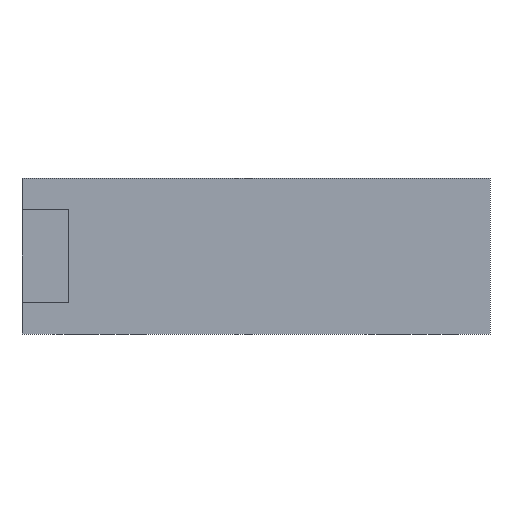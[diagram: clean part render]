
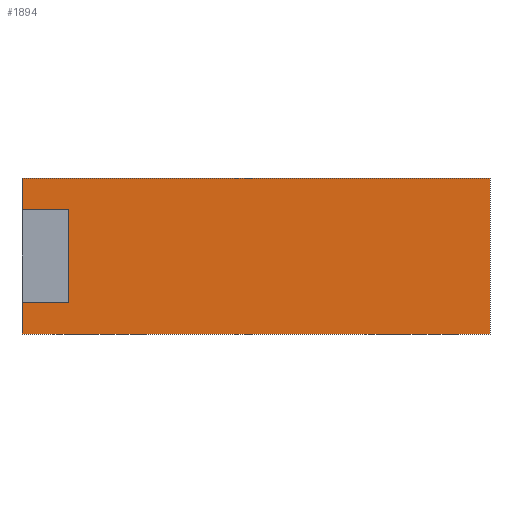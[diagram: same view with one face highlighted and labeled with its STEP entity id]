
A CAD part, left-side view. The second image highlights one B-rep face of the part: STEP entity #1894.
In plain terms, the highlighted planar face has unit normal (-1, 0, 0).
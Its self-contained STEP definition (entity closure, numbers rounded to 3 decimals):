
#54 = CARTESIAN_POINT ( 'NONE',  ( -7.5, -7.5, -2.5 ) ) ;
#70 = ORIENTED_EDGE ( 'NONE', *, *, #622, .T. ) ;
#79 = ORIENTED_EDGE ( 'NONE', *, *, #880, .T. ) ;
#108 = LINE ( 'NONE', #931, #2138 ) ;
#114 = LINE ( 'NONE', #1612, #202 ) ;
#202 = VECTOR ( 'NONE', #642, 1000. ) ;
#206 = LINE ( 'NONE', #1028, #1794 ) ;
#328 = CARTESIAN_POINT ( 'NONE',  ( -7.5, 7.5, 1.5 ) ) ;
#386 = CARTESIAN_POINT ( 'NONE',  ( -7.5, 6., -1.5 ) ) ;
#406 = EDGE_CURVE ( 'NONE', #1082, #666, #108, .T. ) ;
#421 = LINE ( 'NONE', #1221, #1344 ) ;
#436 = CARTESIAN_POINT ( 'NONE',  ( -7.5, -7.5, -2.5 ) ) ;
#448 = VECTOR ( 'NONE', #1441, 1000. ) ;
#477 = VECTOR ( 'NONE', #602, 1000. ) ;
#504 = CARTESIAN_POINT ( 'NONE',  ( -7.5, 7.5, -1.5 ) ) ;
#538 = VERTEX_POINT ( 'NONE', #820 ) ;
#546 = ORIENTED_EDGE ( 'NONE', *, *, #1800, .T. ) ;
#602 = DIRECTION ( 'NONE',  ( 0., 1., 0. ) ) ;
#622 = EDGE_CURVE ( 'NONE', #538, #1783, #954, .T. ) ;
#638 = PLANE ( 'NONE',  #1936 ) ;
#642 = DIRECTION ( 'NONE',  ( 0., 0., -1. ) ) ;
#666 = VERTEX_POINT ( 'NONE', #1634 ) ;
#676 = CARTESIAN_POINT ( 'NONE',  ( -7.5, 6., 1.5 ) ) ;
#741 = VERTEX_POINT ( 'NONE', #328 ) ;
#817 = LINE ( 'NONE', #2115, #448 ) ;
#820 = CARTESIAN_POINT ( 'NONE',  ( -7.5, -7.5, 2.5 ) ) ;
#821 = EDGE_LOOP ( 'NONE', ( #1997, #1555, #824, #915, #70, #79, #546, #1123 ) ) ;
#824 = ORIENTED_EDGE ( 'NONE', *, *, #406, .F. ) ;
#880 = EDGE_CURVE ( 'NONE', #1783, #741, #206, .T. ) ;
#900 = EDGE_CURVE ( 'NONE', #1082, #538, #2060, .T. ) ;
#915 = ORIENTED_EDGE ( 'NONE', *, *, #900, .T. ) ;
#931 = CARTESIAN_POINT ( 'NONE',  ( -7.5, -7.5, -2.5 ) ) ;
#954 = LINE ( 'NONE', #1088, #477 ) ;
#966 = FACE_OUTER_BOUND ( 'NONE', #821, .T. ) ;
#1028 = CARTESIAN_POINT ( 'NONE',  ( -7.5, 7.5, 2.5 ) ) ;
#1031 = EDGE_CURVE ( 'NONE', #1413, #1078, #421, .T. ) ;
#1078 = VERTEX_POINT ( 'NONE', #386 ) ;
#1082 = VERTEX_POINT ( 'NONE', #54 ) ;
#1088 = CARTESIAN_POINT ( 'NONE',  ( -7.5, -7.5, 2.5 ) ) ;
#1094 = DIRECTION ( 'NONE',  ( 0., 0., 1. ) ) ;
#1123 = ORIENTED_EDGE ( 'NONE', *, *, #1193, .F. ) ;
#1193 = EDGE_CURVE ( 'NONE', #1078, #1847, #817, .T. ) ;
#1221 = CARTESIAN_POINT ( 'NONE',  ( -7.5, 7.5, -1.5 ) ) ;
#1234 = EDGE_CURVE ( 'NONE', #1413, #666, #114, .T. ) ;
#1284 = CARTESIAN_POINT ( 'NONE',  ( -7.5, -7.5, 2.5 ) ) ;
#1344 = VECTOR ( 'NONE', #1738, 1000. ) ;
#1413 = VERTEX_POINT ( 'NONE', #504 ) ;
#1441 = DIRECTION ( 'NONE',  ( 0., 0., 1. ) ) ;
#1466 = LINE ( 'NONE', #1807, #1832 ) ;
#1555 = ORIENTED_EDGE ( 'NONE', *, *, #1234, .T. ) ;
#1612 = CARTESIAN_POINT ( 'NONE',  ( -7.5, 7.5, -1.5 ) ) ;
#1634 = CARTESIAN_POINT ( 'NONE',  ( -7.5, 7.5, -2.5 ) ) ;
#1642 = DIRECTION ( 'NONE',  ( 1., 0., 0. ) ) ;
#1690 = DIRECTION ( 'NONE',  ( 0., 0., -1. ) ) ;
#1738 = DIRECTION ( 'NONE',  ( 0., -1., 0. ) ) ;
#1783 = VERTEX_POINT ( 'NONE', #1985 ) ;
#1794 = VECTOR ( 'NONE', #1690, 1000. ) ;
#1800 = EDGE_CURVE ( 'NONE', #741, #1847, #1466, .T. ) ;
#1807 = CARTESIAN_POINT ( 'NONE',  ( -7.5, 7.5, 1.5 ) ) ;
#1832 = VECTOR ( 'NONE', #2126, 1000. ) ;
#1847 = VERTEX_POINT ( 'NONE', #676 ) ;
#1894 = ADVANCED_FACE ( 'NONE', ( #966 ), #638, .F. ) ;
#1936 = AXIS2_PLACEMENT_3D ( 'NONE', #1284, #1642, #1945 ) ;
#1945 = DIRECTION ( 'NONE',  ( 0., 1., 0. ) ) ;
#1951 = DIRECTION ( 'NONE',  ( 0., 1., 0. ) ) ;
#1985 = CARTESIAN_POINT ( 'NONE',  ( -7.5, 7.5, 2.5 ) ) ;
#1997 = ORIENTED_EDGE ( 'NONE', *, *, #1031, .F. ) ;
#2060 = LINE ( 'NONE', #436, #2102 ) ;
#2102 = VECTOR ( 'NONE', #1094, 1000. ) ;
#2115 = CARTESIAN_POINT ( 'NONE',  ( -7.5, 6., -1.5 ) ) ;
#2126 = DIRECTION ( 'NONE',  ( 0., -1., 0. ) ) ;
#2138 = VECTOR ( 'NONE', #1951, 1000. ) ;
